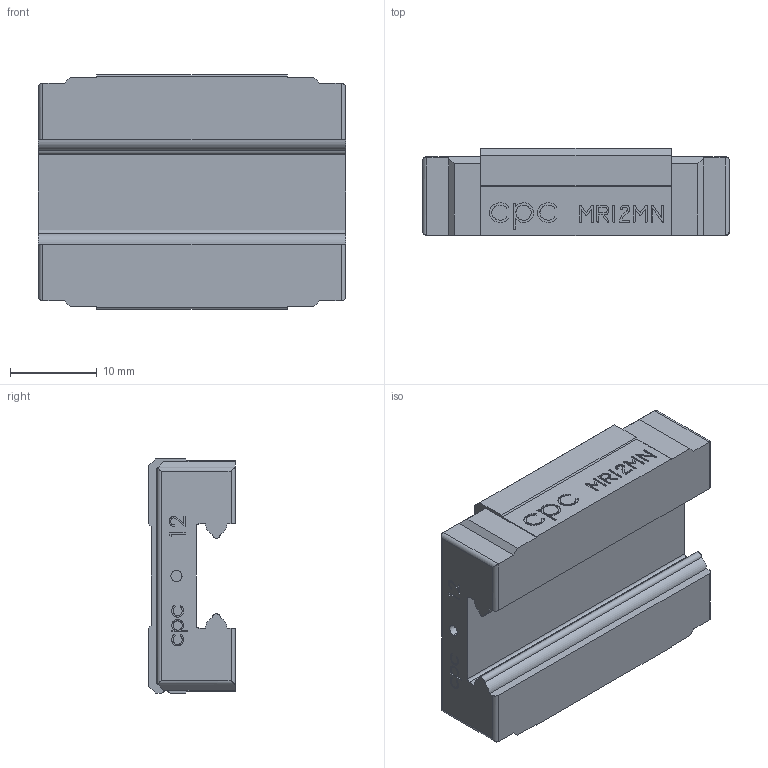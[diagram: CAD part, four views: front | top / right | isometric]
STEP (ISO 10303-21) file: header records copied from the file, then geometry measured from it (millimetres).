
FILE_DESCRIPTION (( 'STEP AP203' ), '1' );
FILE_NAME ('12MN-SS_ZZ-block.STEP', '2009-07-29T08:17:55', ( 'User' ), ( '' ), 'SwSTEP 2.0', 'SolidWorks 2007', '' );
FILE_SCHEMA (( 'CONFIG_CONTROL_DESIGN' ));
Length unit declared in the file: millimetre
Products named in the file (1): 12MN-SS_ZZ-block
Bounding box: 35.4 x 10 x 27 mm (x, y, z)
Volume: 7032.6 mm3; surface area: 3651.4 mm2
Topology: 1 solids, 1 shells, 505 faces, 1369 edges, 902 vertices
Faces by surface type: bspline 232, plane 215, cylinder 42, cone 16
Entity records: 25524 total; most frequent: CARTESIAN_POINT 14345, ORIENTED_EDGE 2722, DIRECTION 1505, EDGE_CURVE 1361, VERTEX_POINT 902, LINE 805, VECTOR 805, EDGE_LOOP 549
